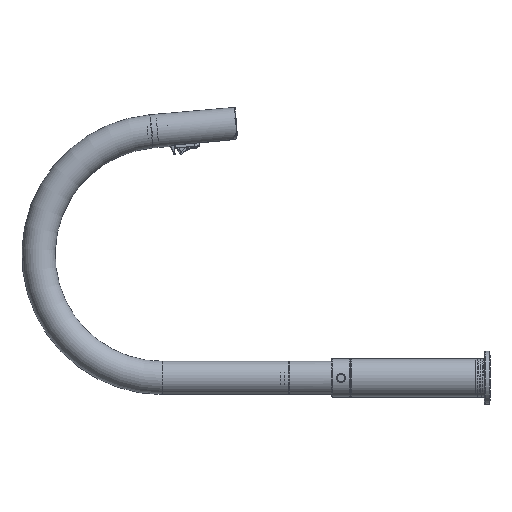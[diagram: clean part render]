
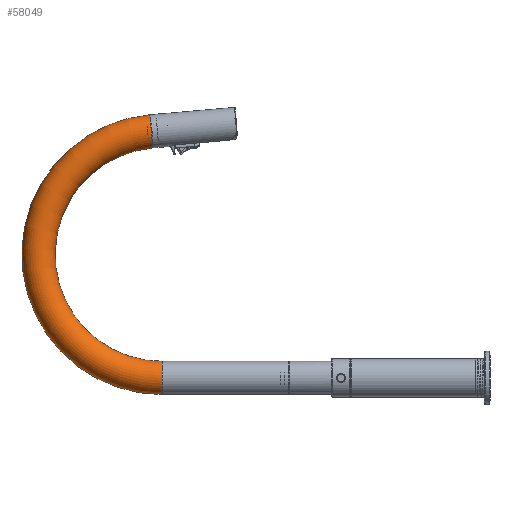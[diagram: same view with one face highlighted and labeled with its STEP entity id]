
A CAD part, left-side view. The second image highlights one B-rep face of the part: STEP entity #58049.
In plain terms, the highlighted toroidal (fillet/blend) face has major radius 111.232 mm and minor radius 14.999 mm.
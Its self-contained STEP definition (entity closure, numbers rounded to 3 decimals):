
#625=TOROIDAL_SURFACE('',#61846,111.232,14.999);
#11832=FACE_BOUND('',#16149,.T.);
#12554=FACE_OUTER_BOUND('',#16148,.T.);
#16148=EDGE_LOOP('',(#39577));
#16149=EDGE_LOOP('',(#39578));
#19869=CIRCLE('',#61842,14.999);
#19872=CIRCLE('',#61847,14.999);
#23650=VERTEX_POINT('',#96998);
#23653=VERTEX_POINT('',#97006);
#29582=EDGE_CURVE('',#23650,#23650,#19869,.T.);
#29585=EDGE_CURVE('',#23653,#23653,#19872,.T.);
#39577=ORIENTED_EDGE('',*,*,#29582,.T.);
#39578=ORIENTED_EDGE('',*,*,#29585,.F.);
#58049=ADVANCED_FACE('',(#12554,#11832),#625,.T.);
#61842=AXIS2_PLACEMENT_3D('',#96999,#69060,#69061);
#61846=AXIS2_PLACEMENT_3D('',#97005,#69068,#69069);
#61847=AXIS2_PLACEMENT_3D('',#97007,#69070,#69071);
#69060=DIRECTION('center_axis',(0.,1.,0.));
#69061=DIRECTION('ref_axis',(0.,0.,
-1.));
#69068=DIRECTION('center_axis',(1.,0.,0.));
#69069=DIRECTION('ref_axis',(0.,0.,-1.));
#69070=DIRECTION('center_axis',(0.,-0.996,
0.087));
#69071=DIRECTION('ref_axis',(0.,0.087,0.996));
#96998=CARTESIAN_POINT('',(-5.98,299.479,14.999));
#96999=CARTESIAN_POINT('Origin',(-5.98,299.479,0.));
#97005=CARTESIAN_POINT('Origin',(-5.98,299.479,111.232));
#97006=CARTESIAN_POINT('',(-5.98,307.866,207.099));
#97007=CARTESIAN_POINT('Origin',(-5.98,309.174,222.04));
